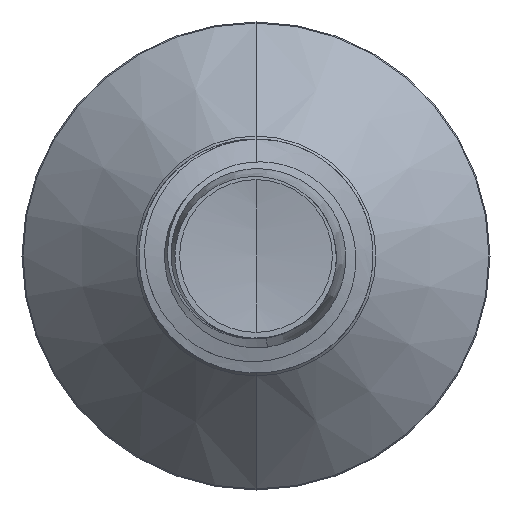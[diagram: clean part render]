
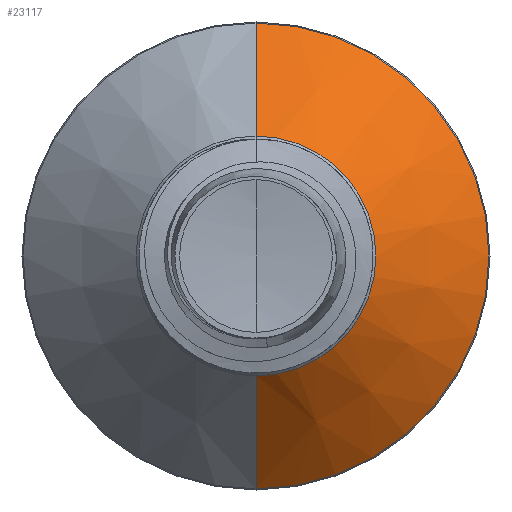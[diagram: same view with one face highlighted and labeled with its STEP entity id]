
A CAD part, front view. The second image highlights one B-rep face of the part: STEP entity #23117.
In plain terms, the highlighted conical face has half-angle 45 degrees and reference radius 2.563 mm.
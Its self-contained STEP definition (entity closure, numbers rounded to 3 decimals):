
#785 = FACE_OUTER_BOUND ( 'NONE', #8829, .T. ) ;
#998 = ORIENTED_EDGE ( 'NONE', *, *, #21927, .T. ) ;
#1235 = EDGE_CURVE ( 'NONE', #5250, #8855, #19463, .T. ) ;
#1678 = DIRECTION ( 'NONE',  ( 0., 1., 0. ) ) ;
#1688 = DIRECTION ( 'NONE',  ( 0., 0., 1. ) ) ;
#1778 = LINE ( 'NONE', #21301, #11683 ) ;
#2722 = EDGE_CURVE ( 'NONE', #7673, #18116, #1778, .T. ) ;
#3611 = CARTESIAN_POINT ( 'NONE',  ( 0., 11.813, 0. ) ) ;
#4974 = AXIS2_PLACEMENT_3D ( 'NONE', #3611, #18167, #1688 ) ;
#5250 = VERTEX_POINT ( 'NONE', #23208 ) ;
#5286 = CIRCLE ( 'NONE', #19940, 4.978 ) ;
#5411 = AXIS2_PLACEMENT_3D ( 'NONE', #12847, #1678, #14644 ) ;
#5426 = DIRECTION ( 'NONE',  ( 0., 1., 0. ) ) ;
#7265 = CARTESIAN_POINT ( 'NONE',  ( 0., 14.228, -4.978 ) ) ;
#7614 = CARTESIAN_POINT ( 'NONE',  ( 0., 11.813, -2.563 ) ) ;
#7673 = VERTEX_POINT ( 'NONE', #7614 ) ;
#8154 = CIRCLE ( 'NONE', #5411, 2.563 ) ;
#8820 = DIRECTION ( 'NONE',  ( 0., 0.707, -0.707 ) ) ;
#8829 = EDGE_LOOP ( 'NONE', ( #998, #18446, #9024, #13773 ) ) ;
#8855 = VERTEX_POINT ( 'NONE', #23178 ) ;
#9024 = ORIENTED_EDGE ( 'NONE', *, *, #10929, .F. ) ;
#10929 = EDGE_CURVE ( 'NONE', #8855, #18116, #5286, .T. ) ;
#11683 = VECTOR ( 'NONE', #8820, 1000. ) ;
#12847 = CARTESIAN_POINT ( 'NONE',  ( 0., 11.813, 0. ) ) ;
#13681 = VECTOR ( 'NONE', #20846, 1000. ) ;
#13773 = ORIENTED_EDGE ( 'NONE', *, *, #1235, .F. ) ;
#14644 = DIRECTION ( 'NONE',  ( 0., 0., 1. ) ) ;
#16355 = CARTESIAN_POINT ( 'NONE',  ( 0., 14.228, 0. ) ) ;
#18116 = VERTEX_POINT ( 'NONE', #7265 ) ;
#18130 = DIRECTION ( 'NONE',  ( 0., 0., 1. ) ) ;
#18167 = DIRECTION ( 'NONE',  ( 0., 1., 0. ) ) ;
#18446 = ORIENTED_EDGE ( 'NONE', *, *, #2722, .T. ) ;
#19463 = LINE ( 'NONE', #21761, #13681 ) ;
#19940 = AXIS2_PLACEMENT_3D ( 'NONE', #16355, #5426, #18130 ) ;
#20846 = DIRECTION ( 'NONE',  ( 0., 0.707, 0.707 ) ) ;
#21301 = CARTESIAN_POINT ( 'NONE',  ( 0., 11.813, -2.563 ) ) ;
#21761 = CARTESIAN_POINT ( 'NONE',  ( 0., 11.813, 2.563 ) ) ;
#21927 = EDGE_CURVE ( 'NONE', #5250, #7673, #8154, .T. ) ;
#23117 = ADVANCED_FACE ( 'NONE', ( #785 ), #23172, .T. ) ;
#23172 = CONICAL_SURFACE ( 'NONE', #4974, 2.563, 0.785 ) ;
#23178 = CARTESIAN_POINT ( 'NONE',  ( 0., 14.228, 4.978 ) ) ;
#23208 = CARTESIAN_POINT ( 'NONE',  ( 0., 11.813, 2.563 ) ) ;
